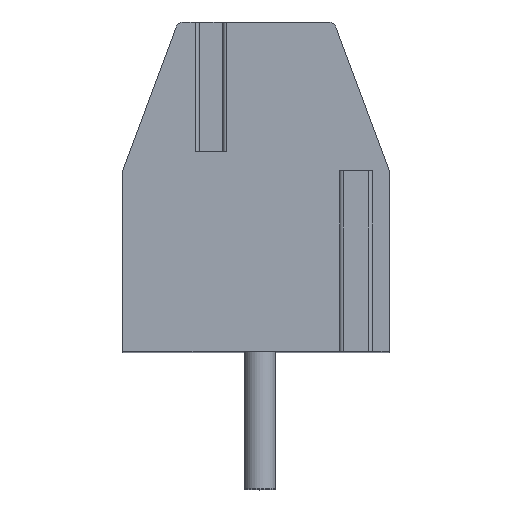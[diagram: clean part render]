
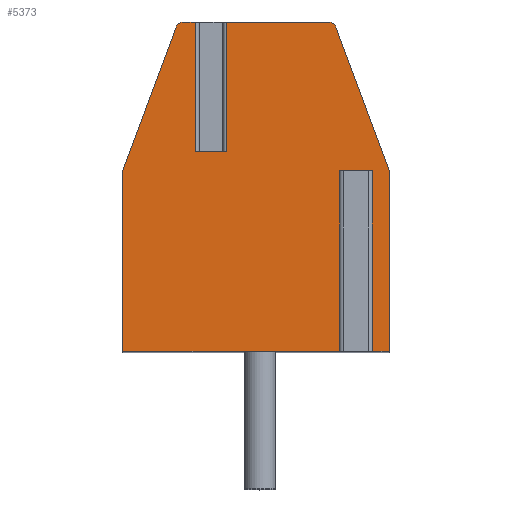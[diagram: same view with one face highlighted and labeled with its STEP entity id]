
A CAD part, top view. The second image highlights one B-rep face of the part: STEP entity #5373.
In plain terms, the highlighted planar face has unit normal (0, 0, 1).
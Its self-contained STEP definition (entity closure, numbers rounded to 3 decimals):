
#1=DIRECTION('',(1.,0.,0.));
#2=VECTOR('',#1,0.796);
#3=CARTESIAN_POINT('',(-1.548,0.9,22.75));
#4=LINE('',#3,#2);
#5=DIRECTION('',(0.,1.,0.));
#6=VECTOR('',#5,3.3);
#7=CARTESIAN_POINT('',(-0.752,0.9,22.75));
#8=LINE('',#7,#6);
#9=DIRECTION('',(-1.,0.,0.));
#10=VECTOR('',#9,2.603);
#11=CARTESIAN_POINT('',(1.851,4.2,22.75));
#12=LINE('',#11,#10);
#13=CARTESIAN_POINT('',(1.851,4.,22.75));
#14=DIRECTION('',(0.,0.,1.));
#15=DIRECTION('',(0.938,0.348,0.));
#16=AXIS2_PLACEMENT_3D('',#13,#14,#15);
#18=DIRECTION('',(-0.348,0.938,0.));
#19=VECTOR('',#18,3.914);
#20=CARTESIAN_POINT('',(3.4,0.4,22.75));
#21=LINE('',#20,#19);
#22=DIRECTION('',(0.,1.,0.));
#23=VECTOR('',#22,4.6);
#24=CARTESIAN_POINT('',(3.4,-4.2,22.75));
#25=LINE('',#24,#23);
#26=DIRECTION('',(1.,0.,0.));
#27=VECTOR('',#26,0.634);
#28=CARTESIAN_POINT('',(2.766,-4.2,22.75));
#29=LINE('',#28,#27);
#30=DIRECTION('',(0.,1.,0.));
#31=VECTOR('',#30,4.6);
#32=CARTESIAN_POINT('',(2.766,-4.2,22.75));
#33=LINE('',#32,#31);
#34=DIRECTION('',(-1.,0.,0.));
#35=VECTOR('',#34,0.43);
#36=CARTESIAN_POINT('',(2.766,0.4,22.75));
#37=LINE('',#36,#35);
#38=DIRECTION('',(0.,1.,0.));
#39=VECTOR('',#38,4.6);
#40=CARTESIAN_POINT('',(2.336,-4.2,22.75));
#41=LINE('',#40,#39);
#42=DIRECTION('',(1.,0.,0.));
#43=VECTOR('',#42,5.736);
#44=CARTESIAN_POINT('',(-3.4,-4.2,22.75));
#45=LINE('',#44,#43);
#46=DIRECTION('',(0.,-1.,0.));
#47=VECTOR('',#46,4.6);
#48=CARTESIAN_POINT('',(-3.4,0.4,22.75));
#49=LINE('',#48,#47);
#50=DIRECTION('',(-0.348,-0.938,0.));
#51=VECTOR('',#50,3.914);
#52=CARTESIAN_POINT('',(-2.038,4.07,22.75));
#53=LINE('',#52,#51);
#54=CARTESIAN_POINT('',(-1.851,4.,22.75));
#55=DIRECTION('',(0.,0.,1.));
#56=DIRECTION('',(0.,1.,0.));
#57=AXIS2_PLACEMENT_3D('',#54,#55,#56);
#59=DIRECTION('',(-1.,0.,0.));
#60=VECTOR('',#59,0.303);
#61=CARTESIAN_POINT('',(-1.548,4.2,22.75));
#62=LINE('',#61,#60);
#63=DIRECTION('',(0.,1.,0.));
#64=VECTOR('',#63,3.3);
#65=CARTESIAN_POINT('',(-1.548,0.9,22.75));
#66=LINE('',#65,#64);
#4192=CARTESIAN_POINT('',(-1.851,4.2,22.75));
#4193=CARTESIAN_POINT('',(-2.038,4.07,22.75));
#4194=VERTEX_POINT('',#4192);
#4195=VERTEX_POINT('',#4193);
#4196=CARTESIAN_POINT('',(-3.4,0.4,22.75));
#4197=VERTEX_POINT('',#4196);
#4198=CARTESIAN_POINT('',(-3.4,-4.2,22.75));
#4199=VERTEX_POINT('',#4198);
#4200=CARTESIAN_POINT('',(3.4,-4.2,22.75));
#4201=CARTESIAN_POINT('',(3.4,0.4,22.75));
#4202=VERTEX_POINT('',#4200);
#4203=VERTEX_POINT('',#4201);
#4204=CARTESIAN_POINT('',(2.038,4.07,22.75));
#4205=VERTEX_POINT('',#4204);
#4206=CARTESIAN_POINT('',(1.851,4.2,22.75));
#4207=VERTEX_POINT('',#4206);
#4248=CARTESIAN_POINT('',(2.766,0.4,22.75));
#4249=CARTESIAN_POINT('',(2.336,0.4,22.75));
#4250=VERTEX_POINT('',#4248);
#4251=VERTEX_POINT('',#4249);
#4252=CARTESIAN_POINT('',(2.336,-4.2,22.75));
#4253=VERTEX_POINT('',#4252);
#4254=CARTESIAN_POINT('',(2.766,-4.2,22.75));
#4255=VERTEX_POINT('',#4254);
#4316=CARTESIAN_POINT('',(-1.548,0.9,22.75));
#4317=CARTESIAN_POINT('',(-0.752,0.9,22.75));
#4318=VERTEX_POINT('',#4316);
#4319=VERTEX_POINT('',#4317);
#4320=CARTESIAN_POINT('',(-1.548,4.2,22.75));
#4321=VERTEX_POINT('',#4320);
#4322=CARTESIAN_POINT('',(-0.752,4.2,22.75));
#4323=VERTEX_POINT('',#4322);
#5334=CARTESIAN_POINT('',(0.,0.,22.75));
#5335=DIRECTION('',(0.,0.,1.));
#5336=DIRECTION('',(1.,0.,0.));
#5337=AXIS2_PLACEMENT_3D('',#5334,#5335,#5336);
#5338=PLANE('',#5337);
#5340=ORIENTED_EDGE('',*,*,#5339,.T.);
#5342=ORIENTED_EDGE('',*,*,#5341,.T.);
#5344=ORIENTED_EDGE('',*,*,#5343,.F.);
#5346=ORIENTED_EDGE('',*,*,#5345,.F.);
#5348=ORIENTED_EDGE('',*,*,#5347,.F.);
#5350=ORIENTED_EDGE('',*,*,#5349,.F.);
#5352=ORIENTED_EDGE('',*,*,#5351,.F.);
#5354=ORIENTED_EDGE('',*,*,#5353,.T.);
#5356=ORIENTED_EDGE('',*,*,#5355,.T.);
#5358=ORIENTED_EDGE('',*,*,#5357,.F.);
#5360=ORIENTED_EDGE('',*,*,#5359,.F.);
#5362=ORIENTED_EDGE('',*,*,#5361,.F.);
#5364=ORIENTED_EDGE('',*,*,#5363,.F.);
#5366=ORIENTED_EDGE('',*,*,#5365,.F.);
#5368=ORIENTED_EDGE('',*,*,#5367,.F.);
#5370=ORIENTED_EDGE('',*,*,#5369,.F.);
#5371=EDGE_LOOP('',(#5340,#5342,#5344,#5346,#5348,#5350,#5352,#5354,#5356,#5358,
#5360,#5362,#5364,#5366,#5368,#5370));
#5372=FACE_OUTER_BOUND('',#5371,.F.);
#5373=ADVANCED_FACE('',(#5372),#5338,.T.);
#17=CIRCLE('',#16,0.2);
#58=CIRCLE('',#57,0.2);
#5339=EDGE_CURVE('',#4318,#4319,#4,.T.);
#5341=EDGE_CURVE('',#4319,#4323,#8,.T.);
#5343=EDGE_CURVE('',#4207,#4323,#12,.T.);
#5345=EDGE_CURVE('',#4205,#4207,#17,.T.);
#5347=EDGE_CURVE('',#4203,#4205,#21,.T.);
#5349=EDGE_CURVE('',#4202,#4203,#25,.T.);
#5351=EDGE_CURVE('',#4255,#4202,#29,.T.);
#5353=EDGE_CURVE('',#4255,#4250,#33,.T.);
#5355=EDGE_CURVE('',#4250,#4251,#37,.T.);
#5357=EDGE_CURVE('',#4253,#4251,#41,.T.);
#5359=EDGE_CURVE('',#4199,#4253,#45,.T.);
#5361=EDGE_CURVE('',#4197,#4199,#49,.T.);
#5363=EDGE_CURVE('',#4195,#4197,#53,.T.);
#5365=EDGE_CURVE('',#4194,#4195,#58,.T.);
#5367=EDGE_CURVE('',#4321,#4194,#62,.T.);
#5369=EDGE_CURVE('',#4318,#4321,#66,.T.);
